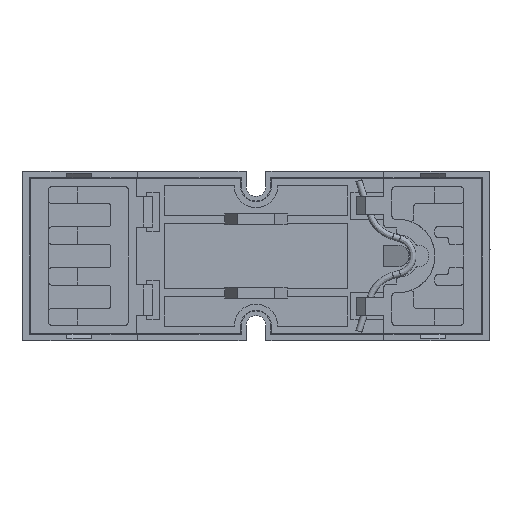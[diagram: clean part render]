
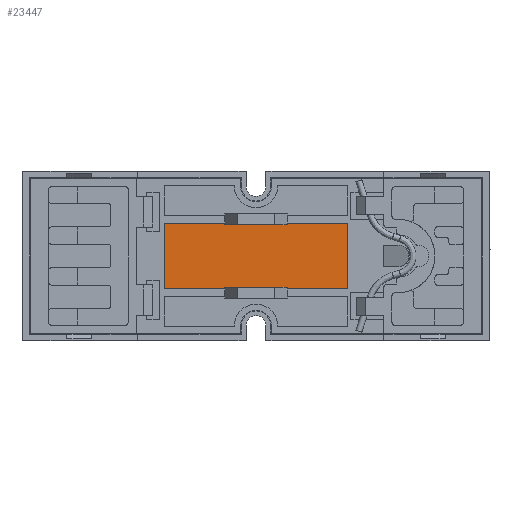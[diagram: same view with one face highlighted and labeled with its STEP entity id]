
A CAD part, front view. The second image highlights one B-rep face of the part: STEP entity #23447.
In plain terms, the highlighted planar face has unit normal (0, -1, 0).
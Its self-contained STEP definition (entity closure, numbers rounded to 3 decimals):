
#279 = FACE_OUTER_BOUND ( 'NONE', #17212, .T. ) ;
#438 = CARTESIAN_POINT ( 'NONE',  ( 4.25, 6.8, 18.9 ) ) ;
#568 = DIRECTION ( 'NONE',  ( -1., 0., 0. ) ) ;
#621 = VECTOR ( 'NONE', #23084, 1000. ) ;
#788 = DIRECTION ( 'NONE',  ( 0., 0., -1. ) ) ;
#930 = VECTOR ( 'NONE', #788, 1000. ) ;
#1704 = ORIENTED_EDGE ( 'NONE', *, *, #24722, .T. ) ;
#2152 = CARTESIAN_POINT ( 'NONE',  ( 4.25, 6.8, 8.3 ) ) ;
#2347 = CARTESIAN_POINT ( 'NONE',  ( 14., 6.8, 18.9 ) ) ;
#2802 = VERTEX_POINT ( 'NONE', #22808 ) ;
#2815 = ORIENTED_EDGE ( 'NONE', *, *, #5154, .F. ) ;
#3074 = ORIENTED_EDGE ( 'NONE', *, *, #20579, .T. ) ;
#3566 = CARTESIAN_POINT ( 'NONE',  ( -15.5, 6.8, 8.3 ) ) ;
#5032 = VERTEX_POINT ( 'NONE', #23689 ) ;
#5154 = EDGE_CURVE ( 'NONE', #27882, #13426, #26329, .T. ) ;
#5204 = CARTESIAN_POINT ( 'NONE',  ( -5.75, 6.8, 8.6 ) ) ;
#5523 = DIRECTION ( 'NONE',  ( -1., 0., 0. ) ) ;
#6258 = LINE ( 'NONE', #10507, #34104 ) ;
#7378 = VECTOR ( 'NONE', #5523, 1000. ) ;
#7684 = VERTEX_POINT ( 'NONE', #16108 ) ;
#8201 = VECTOR ( 'NONE', #18555, 1000. ) ;
#8428 = ORIENTED_EDGE ( 'NONE', *, *, #15740, .T. ) ;
#8770 = VERTEX_POINT ( 'NONE', #24063 ) ;
#8856 = VECTOR ( 'NONE', #8917, 1000. ) ;
#8917 = DIRECTION ( 'NONE',  ( -1., 0., 0. ) ) ;
#9260 = CARTESIAN_POINT ( 'NONE',  ( -5.75, 6.8, 18.9 ) ) ;
#9360 = CARTESIAN_POINT ( 'NONE',  ( 14., 6.8, 8.3 ) ) ;
#10397 = CARTESIAN_POINT ( 'NONE',  ( 4.25, 6.8, 0. ) ) ;
#10507 = CARTESIAN_POINT ( 'NONE',  ( 0., 6.8, 18.6 ) ) ;
#11684 = CARTESIAN_POINT ( 'NONE',  ( -5.75, 6.8, 0. ) ) ;
#11801 = LINE ( 'NONE', #32844, #8856 ) ;
#11963 = ORIENTED_EDGE ( 'NONE', *, *, #33522, .T. ) ;
#12533 = DIRECTION ( 'NONE',  ( 0., 0., 1. ) ) ;
#12872 = DIRECTION ( 'NONE',  ( 0., 0., 1. ) ) ;
#13210 = VERTEX_POINT ( 'NONE', #3566 ) ;
#13426 = VERTEX_POINT ( 'NONE', #23602 ) ;
#14279 = CARTESIAN_POINT ( 'NONE',  ( -15.5, 6.8, 18.9 ) ) ;
#14341 = CARTESIAN_POINT ( 'NONE',  ( 4.25, 6.8, 8.3 ) ) ;
#14585 = EDGE_CURVE ( 'NONE', #2802, #34516, #34127, .T. ) ;
#14777 = CARTESIAN_POINT ( 'NONE',  ( -5.75, 6.8, 8.3 ) ) ;
#15245 = DIRECTION ( 'NONE',  ( 0., 0., 1. ) ) ;
#15435 = VECTOR ( 'NONE', #28340, 1000. ) ;
#15740 = EDGE_CURVE ( 'NONE', #27882, #8770, #31108, .T. ) ;
#16108 = CARTESIAN_POINT ( 'NONE',  ( -5.75, 6.8, 18.6 ) ) ;
#16195 = AXIS2_PLACEMENT_3D ( 'NONE', #27111, #29004, #12872 ) ;
#17146 = LINE ( 'NONE', #9360, #15435 ) ;
#17212 = EDGE_LOOP ( 'NONE', ( #19617, #29985, #11963, #25788, #31093, #25565, #2815, #8428, #3074, #1704, #25219, #22326 ) ) ;
#17548 = EDGE_CURVE ( 'NONE', #13426, #34516, #11801, .T. ) ;
#17830 = CARTESIAN_POINT ( 'NONE',  ( -15.5, 6.8, 8.3 ) ) ;
#18538 = EDGE_CURVE ( 'NONE', #7684, #29523, #6258, .T. ) ;
#18555 = DIRECTION ( 'NONE',  ( 0., 0., 1. ) ) ;
#19617 = ORIENTED_EDGE ( 'NONE', *, *, #23663, .F. ) ;
#20573 = CARTESIAN_POINT ( 'NONE',  ( 4.25, 6.8, 0. ) ) ;
#20579 = EDGE_CURVE ( 'NONE', #8770, #29733, #17146, .T. ) ;
#20588 = VECTOR ( 'NONE', #21067, 1000. ) ;
#21067 = DIRECTION ( 'NONE',  ( 1., 0., 0. ) ) ;
#21324 = VECTOR ( 'NONE', #568, 1000. ) ;
#22200 = CARTESIAN_POINT ( 'NONE',  ( -5.75, 6.8, 18.9 ) ) ;
#22326 = ORIENTED_EDGE ( 'NONE', *, *, #18538, .F. ) ;
#22808 = CARTESIAN_POINT ( 'NONE',  ( -5.75, 6.8, 8.3 ) ) ;
#23084 = DIRECTION ( 'NONE',  ( 1., 0., 0. ) ) ;
#23447 = ADVANCED_FACE ( 'NONE', ( #279 ), #34168, .F. ) ;
#23602 = CARTESIAN_POINT ( 'NONE',  ( 4.25, 6.8, 8.6 ) ) ;
#23663 = EDGE_CURVE ( 'NONE', #32600, #7684, #32353, .T. ) ;
#23689 = CARTESIAN_POINT ( 'NONE',  ( -15.5, 6.8, 18.9 ) ) ;
#24030 = DIRECTION ( 'NONE',  ( 1., 0., 0. ) ) ;
#24063 = CARTESIAN_POINT ( 'NONE',  ( 14., 6.8, 8.3 ) ) ;
#24722 = EDGE_CURVE ( 'NONE', #29733, #29768, #32290, .T. ) ;
#24798 = EDGE_CURVE ( 'NONE', #32600, #5032, #27627, .T. ) ;
#25219 = ORIENTED_EDGE ( 'NONE', *, *, #28380, .F. ) ;
#25236 = VECTOR ( 'NONE', #12533, 1000. ) ;
#25565 = ORIENTED_EDGE ( 'NONE', *, *, #17548, .F. ) ;
#25788 = ORIENTED_EDGE ( 'NONE', *, *, #32149, .T. ) ;
#26329 = LINE ( 'NONE', #10397, #8201 ) ;
#26694 = LINE ( 'NONE', #14279, #930 ) ;
#27111 = CARTESIAN_POINT ( 'NONE',  ( 0., 6.8, 0. ) ) ;
#27120 = CARTESIAN_POINT ( 'NONE',  ( 14., 6.8, 18.9 ) ) ;
#27407 = VECTOR ( 'NONE', #15245, 1000. ) ;
#27627 = LINE ( 'NONE', #22200, #21324 ) ;
#27882 = VERTEX_POINT ( 'NONE', #14341 ) ;
#28340 = DIRECTION ( 'NONE',  ( 0., 0., 1. ) ) ;
#28380 = EDGE_CURVE ( 'NONE', #29523, #29768, #29882, .T. ) ;
#29004 = DIRECTION ( 'NONE',  ( 0., 1., 0. ) ) ;
#29523 = VERTEX_POINT ( 'NONE', #31625 ) ;
#29733 = VERTEX_POINT ( 'NONE', #2347 ) ;
#29768 = VERTEX_POINT ( 'NONE', #438 ) ;
#29882 = LINE ( 'NONE', #20573, #25236 ) ;
#29985 = ORIENTED_EDGE ( 'NONE', *, *, #24798, .T. ) ;
#30591 = LINE ( 'NONE', #17830, #621 ) ;
#30752 = DIRECTION ( 'NONE',  ( 0., 0., -1. ) ) ;
#31093 = ORIENTED_EDGE ( 'NONE', *, *, #14585, .T. ) ;
#31108 = LINE ( 'NONE', #2152, #20588 ) ;
#31625 = CARTESIAN_POINT ( 'NONE',  ( 4.25, 6.8, 18.6 ) ) ;
#32149 = EDGE_CURVE ( 'NONE', #13210, #2802, #30591, .T. ) ;
#32290 = LINE ( 'NONE', #27120, #7378 ) ;
#32353 = LINE ( 'NONE', #11684, #34885 ) ;
#32600 = VERTEX_POINT ( 'NONE', #9260 ) ;
#32844 = CARTESIAN_POINT ( 'NONE',  ( 0., 6.8, 8.6 ) ) ;
#33522 = EDGE_CURVE ( 'NONE', #5032, #13210, #26694, .T. ) ;
#34104 = VECTOR ( 'NONE', #24030, 1000. ) ;
#34127 = LINE ( 'NONE', #14777, #27407 ) ;
#34168 = PLANE ( 'NONE',  #16195 ) ;
#34516 = VERTEX_POINT ( 'NONE', #5204 ) ;
#34885 = VECTOR ( 'NONE', #30752, 1000. ) ;
